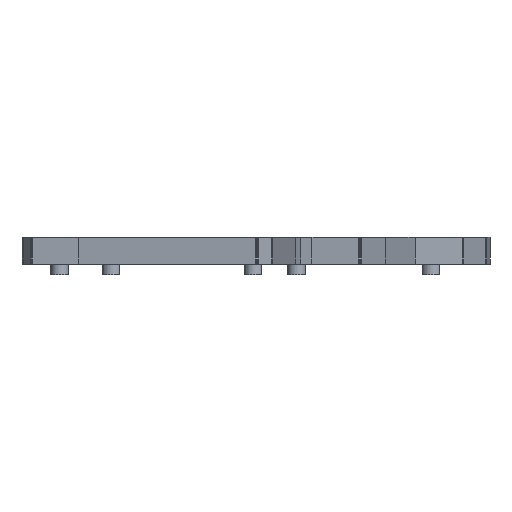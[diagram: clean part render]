
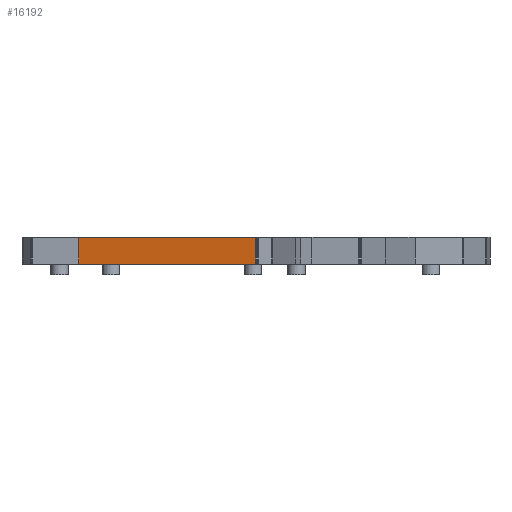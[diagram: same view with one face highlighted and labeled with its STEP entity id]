
A CAD part, left-side view. The second image highlights one B-rep face of the part: STEP entity #16192.
In plain terms, the highlighted planar face has unit normal (-0.982, 0.191, 0).
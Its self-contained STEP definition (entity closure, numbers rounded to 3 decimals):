
#282=FACE_OUTER_BOUND('',#1105,.T.);
#1105=EDGE_LOOP('',(#10657,#10658,#10659,#10660));
#2079=LINE('',#22054,#4381);
#2080=LINE('',#22056,#4382);
#2081=LINE('',#22058,#4383);
#2082=LINE('',#22059,#4384);
#4381=VECTOR('',#17940,10.);
#4382=VECTOR('',#17941,10.);
#4383=VECTOR('',#17942,10.);
#4384=VECTOR('',#17943,10.);
#6679=VERTEX_POINT('',#22052);
#6680=VERTEX_POINT('',#22053);
#6681=VERTEX_POINT('',#22055);
#6682=VERTEX_POINT('',#22057);
#8271=EDGE_CURVE('',#6679,#6680,#2079,.T.);
#8272=EDGE_CURVE('',#6680,#6681,#2080,.T.);
#8273=EDGE_CURVE('',#6682,#6681,#2081,.T.);
#8274=EDGE_CURVE('',#6679,#6682,#2082,.T.);
#10657=ORIENTED_EDGE('',*,*,#8271,.T.);
#10658=ORIENTED_EDGE('',*,*,#8272,.T.);
#10659=ORIENTED_EDGE('',*,*,#8273,.F.);
#10660=ORIENTED_EDGE('',*,*,#8274,.F.);
#15409=PLANE('',#17017);
#16192=ADVANCED_FACE('',(#282),#15409,.T.);
#17017=AXIS2_PLACEMENT_3D('',#22051,#17938,#17939);
#17938=DIRECTION('center_axis',(-0.982,0.191,0.));
#17939=DIRECTION('ref_axis',(0.,0.,1.));
#17940=DIRECTION('',(0.,0.,1.));
#17941=DIRECTION('',(0.191,0.982,0.));
#17942=DIRECTION('',(0.,0.,1.));
#17943=DIRECTION('',(0.191,0.982,0.));
#22051=CARTESIAN_POINT('Origin',(65.112,-112.196,21.59));
#22052=CARTESIAN_POINT('',(60.478,-136.001,14.394));
#22053=CARTESIAN_POINT('',(60.478,-136.001,21.59));
#22054=CARTESIAN_POINT('',(60.478,-136.001,14.394));
#22055=CARTESIAN_POINT('',(69.746,-88.391,21.59));
#22056=CARTESIAN_POINT('',(60.478,-136.001,21.59));
#22057=CARTESIAN_POINT('',(69.746,-88.391,14.394));
#22058=CARTESIAN_POINT('',(69.746,-88.391,14.394));
#22059=CARTESIAN_POINT('',(60.478,-136.001,14.394));
